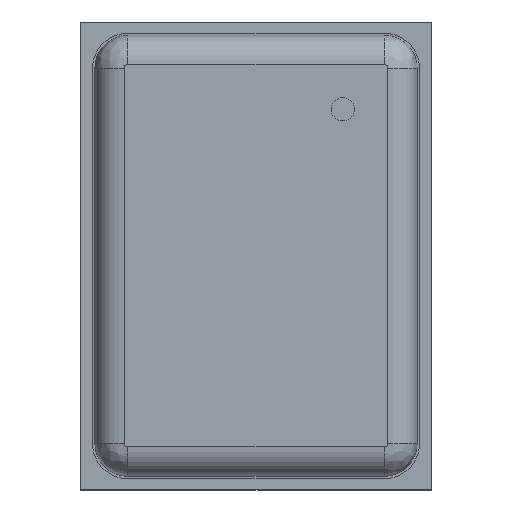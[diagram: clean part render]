
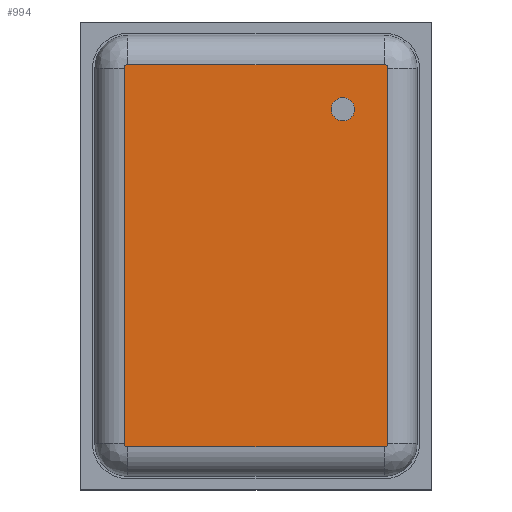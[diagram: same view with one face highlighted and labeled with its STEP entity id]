
A CAD part, top view. The second image highlights one B-rep face of the part: STEP entity #994.
In plain terms, the highlighted planar face has unit normal (0, 0, 1).
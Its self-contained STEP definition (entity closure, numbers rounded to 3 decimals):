
#34=FACE_BOUND('',#180,.T.);
#52=PLANE('',#1106);
#112=FACE_OUTER_BOUND('',#179,.T.);
#179=EDGE_LOOP('',(#814,#815,#816,#817,#818,#819,#820,#821));
#180=EDGE_LOOP('',(#822));
#249=LINE('',#1564,#349);
#251=LINE('',#1584,#351);
#253=LINE('',#1604,#353);
#255=LINE('',#1621,#355);
#349=VECTOR('',#1261,10.);
#351=VECTOR('',#1273,10.);
#353=VECTOR('',#1285,10.);
#355=VECTOR('',#1295,10.);
#429=CIRCLE('',#1079,0.1);
#434=CIRCLE('',#1085,0.03);
#437=CIRCLE('',#1089,0.03);
#441=CIRCLE('',#1094,0.03);
#445=CIRCLE('',#1099,0.03);
#485=VERTEX_POINT('',#1537);
#487=VERTEX_POINT('',#1552);
#490=VERTEX_POINT('',#1557);
#492=VERTEX_POINT('',#1562);
#494=VERTEX_POINT('',#1576);
#496=VERTEX_POINT('',#1582);
#498=VERTEX_POINT('',#1596);
#500=VERTEX_POINT('',#1602);
#502=VERTEX_POINT('',#1616);
#586=EDGE_CURVE('',#485,#485,#429,.T.);
#592=EDGE_CURVE('',#490,#487,#434,.T.);
#594=EDGE_CURVE('',#492,#490,#249,.T.);
#597=EDGE_CURVE('',#494,#492,#437,.T.);
#600=EDGE_CURVE('',#496,#494,#251,.T.);
#603=EDGE_CURVE('',#498,#496,#441,.T.);
#606=EDGE_CURVE('',#500,#498,#253,.T.);
#609=EDGE_CURVE('',#502,#500,#445,.T.);
#611=EDGE_CURVE('',#487,#502,#255,.T.);
#814=ORIENTED_EDGE('',*,*,#592,.F.);
#815=ORIENTED_EDGE('',*,*,#594,.F.);
#816=ORIENTED_EDGE('',*,*,#597,.F.);
#817=ORIENTED_EDGE('',*,*,#600,.F.);
#818=ORIENTED_EDGE('',*,*,#603,.F.);
#819=ORIENTED_EDGE('',*,*,#606,.F.);
#820=ORIENTED_EDGE('',*,*,#609,.F.);
#821=ORIENTED_EDGE('',*,*,#611,.F.);
#822=ORIENTED_EDGE('',*,*,#586,.T.);
#994=ADVANCED_FACE('',(#112,#34),#52,.T.);
#1079=AXIS2_PLACEMENT_3D('',#1538,#1242,#1243);
#1085=AXIS2_PLACEMENT_3D('',#1559,#1255,#1256);
#1089=AXIS2_PLACEMENT_3D('',#1578,#1265,#1266);
#1094=AXIS2_PLACEMENT_3D('',#1598,#1277,#1278);
#1099=AXIS2_PLACEMENT_3D('',#1618,#1289,#1290);
#1106=AXIS2_PLACEMENT_3D('',#1632,#1310,#1311);
#1242=DIRECTION('center_axis',(0.,0.,-1.));
#1243=DIRECTION('ref_axis',(-1.,0.,0.));
#1255=DIRECTION('center_axis',(0.,0.,-1.));
#1256=DIRECTION('ref_axis',(0.707,-0.707,0.));
#1261=DIRECTION('',(0.,-1.,0.));
#1265=DIRECTION('center_axis',(0.,0.,-1.));
#1266=DIRECTION('ref_axis',(0.707,0.707,0.));
#1273=DIRECTION('',(1.,0.,0.));
#1277=DIRECTION('center_axis',(0.,0.,-1.));
#1278=DIRECTION('ref_axis',(-0.707,0.707,0.));
#1285=DIRECTION('',(0.,1.,0.));
#1289=DIRECTION('center_axis',(0.,0.,-1.));
#1290=DIRECTION('ref_axis',(-0.707,-0.707,0.));
#1295=DIRECTION('',(-1.,0.,0.));
#1310=DIRECTION('center_axis',(0.,0.,1.));
#1311=DIRECTION('ref_axis',(-1.,0.,0.));
#1537=CARTESIAN_POINT('',(0.843,1.253,1.2));
#1538=CARTESIAN_POINT('Origin',(0.743,1.253,1.2));
#1552=CARTESIAN_POINT('',(1.097,-1.634,1.2));
#1557=CARTESIAN_POINT('',(1.127,-1.604,1.2));
#1559=CARTESIAN_POINT('Origin',(1.097,-1.604,1.2));
#1562=CARTESIAN_POINT('',(1.127,1.604,1.2));
#1564=CARTESIAN_POINT('',(1.127,-0.802,1.2));
#1576=CARTESIAN_POINT('',(1.097,1.634,1.2));
#1578=CARTESIAN_POINT('Origin',(1.097,1.604,1.2));
#1582=CARTESIAN_POINT('',(-1.097,1.634,1.2));
#1584=CARTESIAN_POINT('',(0.549,1.634,1.2));
#1596=CARTESIAN_POINT('',(-1.127,1.604,1.2));
#1598=CARTESIAN_POINT('Origin',(-1.097,1.604,1.2));
#1602=CARTESIAN_POINT('',(-1.127,-1.604,1.2));
#1604=CARTESIAN_POINT('',(-1.127,0.802,1.2));
#1616=CARTESIAN_POINT('',(-1.097,-1.634,1.2));
#1618=CARTESIAN_POINT('Origin',(-1.097,-1.604,1.2));
#1621=CARTESIAN_POINT('',(-0.549,-1.634,1.2));
#1632=CARTESIAN_POINT('Origin',(0.,0.,1.2));
